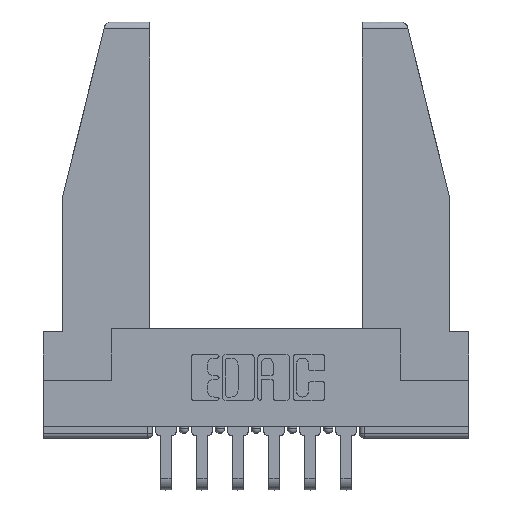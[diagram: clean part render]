
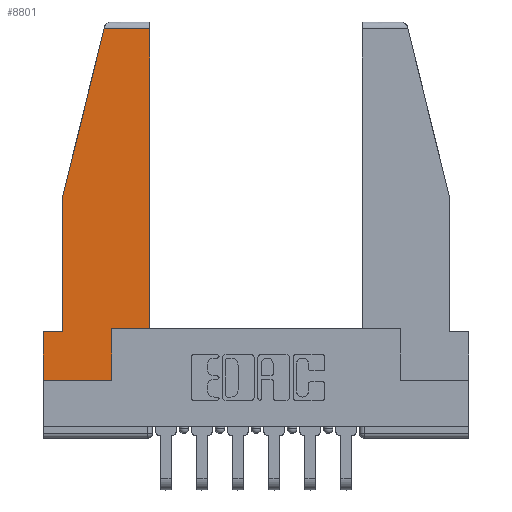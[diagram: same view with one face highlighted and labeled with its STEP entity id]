
A CAD part, top view. The second image highlights one B-rep face of the part: STEP entity #8801.
In plain terms, the highlighted planar face has unit normal (0, 0, 1).
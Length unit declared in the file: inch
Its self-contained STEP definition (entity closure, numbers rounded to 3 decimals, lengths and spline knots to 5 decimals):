
#121 = ORIENTED_EDGE ( 'NONE', *, *, #5002, .T. ) ;
#128 = CARTESIAN_POINT ( 'NONE',  ( 0.461, 0.223, 0. ) ) ;
#536 = VECTOR ( 'NONE', #7999, 39.37008 ) ;
#555 = ORIENTED_EDGE ( 'NONE', *, *, #7354, .T. ) ;
#1151 = VERTEX_POINT ( 'NONE', #11420 ) ;
#1244 = LINE ( 'NONE', #6359, #1822 ) ;
#1316 = VERTEX_POINT ( 'NONE', #11541 ) ;
#1556 = VECTOR ( 'NONE', #9025, 39.37008 ) ;
#1614 = VERTEX_POINT ( 'NONE', #1749 ) ;
#1749 = CARTESIAN_POINT ( 'NONE',  ( 0.086, 0.8, 0. ) ) ;
#1778 = ORIENTED_EDGE ( 'NONE', *, *, #13406, .T. ) ;
#1822 = VECTOR ( 'NONE', #3366, 39.37008 ) ;
#1854 = VERTEX_POINT ( 'NONE', #9712 ) ;
#1878 = VECTOR ( 'NONE', #6921, 39.37008 ) ;
#2009 = ORIENTED_EDGE ( 'NONE', *, *, #2809, .T. ) ;
#2551 = EDGE_CURVE ( 'NONE', #4592, #10286, #13452, .T. ) ;
#2809 = EDGE_CURVE ( 'NONE', #1151, #5492, #1244, .T. ) ;
#2833 = CARTESIAN_POINT ( 'NONE',  ( 0.271, 1.55, 0. ) ) ;
#3253 = CARTESIAN_POINT ( 'NONE',  ( 0., 0.21, 0. ) ) ;
#3259 = EDGE_CURVE ( 'NONE', #10286, #1854, #11242, .T. ) ;
#3366 = DIRECTION ( 'NONE',  ( -1., 0., 0. ) ) ;
#3376 = FACE_OUTER_BOUND ( 'NONE', #9451, .T. ) ;
#3779 = CARTESIAN_POINT ( 'NONE',  ( 0., 0.21, 0. ) ) ;
#3802 = DIRECTION ( 'NONE',  ( -0.239, -0.971, 0. ) ) ;
#4244 = EDGE_CURVE ( 'NONE', #1316, #6976, #10928, .T. ) ;
#4469 = VECTOR ( 'NONE', #8017, 39.37008 ) ;
#4552 = CARTESIAN_POINT ( 'NONE',  ( 0., 0., 0. ) ) ;
#4592 = VERTEX_POINT ( 'NONE', #7919 ) ;
#4702 = LINE ( 'NONE', #9081, #1878 ) ;
#4941 = VECTOR ( 'NONE', #7648, 39.37008 ) ;
#4944 = ORIENTED_EDGE ( 'NONE', *, *, #2551, .T. ) ;
#5002 = EDGE_CURVE ( 'NONE', #6976, #4592, #4702, .T. ) ;
#5258 = CARTESIAN_POINT ( 'NONE',  ( 0.461, 0.223, 0. ) ) ;
#5492 = VERTEX_POINT ( 'NONE', #12283 ) ;
#6009 = EDGE_CURVE ( 'NONE', #13383, #1151, #9488, .T. ) ;
#6359 = CARTESIAN_POINT ( 'NONE',  ( 0., 1.52, 0. ) ) ;
#6591 = ORIENTED_EDGE ( 'NONE', *, *, #4244, .T. ) ;
#6700 = PLANE ( 'NONE',  #6744 ) ;
#6744 = AXIS2_PLACEMENT_3D ( 'NONE', #4552, #10790, #11762 ) ;
#6795 = ORIENTED_EDGE ( 'NONE', *, *, #3259, .T. ) ;
#6921 = DIRECTION ( 'NONE',  ( 0., -1., 0. ) ) ;
#6976 = VERTEX_POINT ( 'NONE', #3253 ) ;
#7016 = CARTESIAN_POINT ( 'NONE',  ( 0.086, 0.8, 0. ) ) ;
#7126 = DIRECTION ( 'NONE',  ( 0., 1., 0. ) ) ;
#7354 = EDGE_CURVE ( 'NONE', #5492, #1614, #12333, .T. ) ;
#7648 = DIRECTION ( 'NONE',  ( 1., 0., 0. ) ) ;
#7919 = CARTESIAN_POINT ( 'NONE',  ( 0., 0., 0. ) ) ;
#7999 = DIRECTION ( 'NONE',  ( 0., -1., 0. ) ) ;
#8017 = DIRECTION ( 'NONE',  ( -1., 0., 0. ) ) ;
#8166 = DIRECTION ( 'NONE',  ( 1., 0., 0. ) ) ;
#8626 = LINE ( 'NONE', #9868, #4941 ) ;
#8801 = ADVANCED_FACE ( 'NONE', ( #3376 ), #6700, .T. ) ;
#8961 = CARTESIAN_POINT ( 'NONE',  ( 0.297, 0., 0. ) ) ;
#9025 = DIRECTION ( 'NONE',  ( 0., 1., 0. ) ) ;
#9081 = CARTESIAN_POINT ( 'NONE',  ( 0., 0.21, 0. ) ) ;
#9137 = VECTOR ( 'NONE', #7126, 39.37008 ) ;
#9404 = VECTOR ( 'NONE', #3802, 39.37008 ) ;
#9451 = EDGE_LOOP ( 'NONE', ( #10927, #2009, #555, #10070, #6591, #121, #4944, #6795, #1778 ) ) ;
#9488 = LINE ( 'NONE', #5258, #9137 ) ;
#9712 = CARTESIAN_POINT ( 'NONE',  ( 0.297, 0.223, 0. ) ) ;
#9868 = CARTESIAN_POINT ( 'NONE',  ( 0.297, 0.223, 0. ) ) ;
#10070 = ORIENTED_EDGE ( 'NONE', *, *, #13638, .T. ) ;
#10286 = VERTEX_POINT ( 'NONE', #12464 ) ;
#10670 = VECTOR ( 'NONE', #8166, 39.37008 ) ;
#10790 = DIRECTION ( 'NONE',  ( 0., 0., 1. ) ) ;
#10927 = ORIENTED_EDGE ( 'NONE', *, *, #6009, .T. ) ;
#10928 = LINE ( 'NONE', #3779, #4469 ) ;
#11242 = LINE ( 'NONE', #8961, #1556 ) ;
#11420 = CARTESIAN_POINT ( 'NONE',  ( 0.461, 1.52, 0. ) ) ;
#11483 = CARTESIAN_POINT ( 'NONE',  ( 0., 0., 0. ) ) ;
#11541 = CARTESIAN_POINT ( 'NONE',  ( 0.086, 0.21, 0. ) ) ;
#11762 = DIRECTION ( 'NONE',  ( 1., 0., 0. ) ) ;
#12283 = CARTESIAN_POINT ( 'NONE',  ( 0.2636, 1.52, 0. ) ) ;
#12333 = LINE ( 'NONE', #2833, #9404 ) ;
#12464 = CARTESIAN_POINT ( 'NONE',  ( 0.297, 0., 0. ) ) ;
#13200 = LINE ( 'NONE', #7016, #536 ) ;
#13383 = VERTEX_POINT ( 'NONE', #128 ) ;
#13406 = EDGE_CURVE ( 'NONE', #1854, #13383, #8626, .T. ) ;
#13452 = LINE ( 'NONE', #11483, #10670 ) ;
#13638 = EDGE_CURVE ( 'NONE', #1614, #1316, #13200, .T. ) ;
